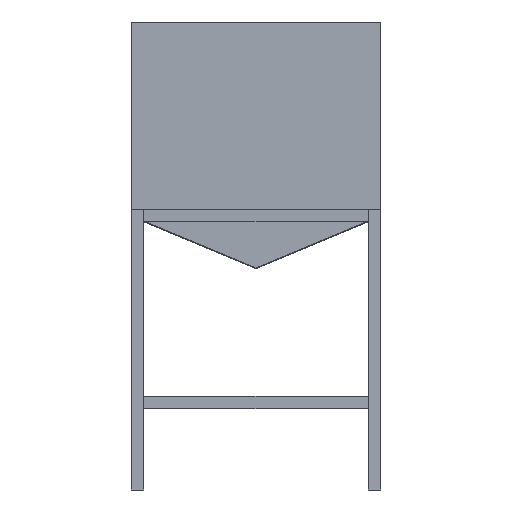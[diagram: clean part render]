
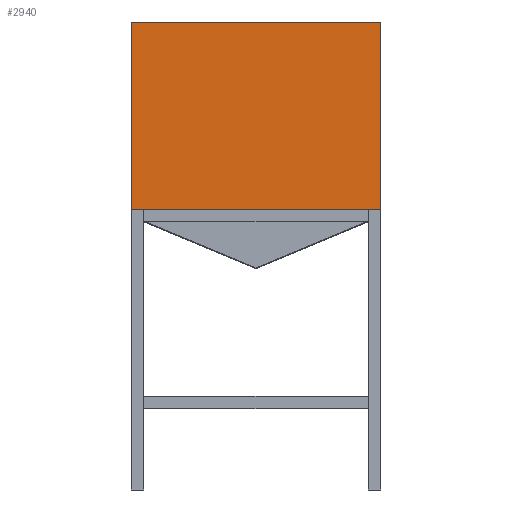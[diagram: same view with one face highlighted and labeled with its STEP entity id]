
A CAD part, front view. The second image highlights one B-rep face of the part: STEP entity #2940.
In plain terms, the highlighted free-form (B-spline) face has degree [1, 1] with [2, 2] control points.
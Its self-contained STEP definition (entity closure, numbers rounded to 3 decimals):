
#2940 = ADVANCED_FACE('',(#2941),#2971,.F.);
#2941 = FACE_BOUND('',#2942,.T.);
#2942 = EDGE_LOOP('',(#2943,#2952,#2959,#2966));
#2943 = ORIENTED_EDGE('',*,*,#2944,.T.);
#2944 = EDGE_CURVE('',#2945,#2947,#2949,.T.);
#2945 = VERTEX_POINT('',#2946);
#2946 = CARTESIAN_POINT('',(-27.764,-27.764,
    1249.381));
#2947 = VERTEX_POINT('',#2948);
#2948 = CARTESIAN_POINT('',(1082.797,-27.764,
    1249.381));
#2949 = B_SPLINE_CURVE_WITH_KNOTS('',1,(#2950,#2951),.UNSPECIFIED.,.F.,
  .F.,(2,2),(-2.,798.),.PIECEWISE_BEZIER_KNOTS.);
#2950 = CARTESIAN_POINT('',(-27.764,-27.764,
    1249.381));
#2951 = CARTESIAN_POINT('',(1082.797,-27.764,
    1249.381));
#2952 = ORIENTED_EDGE('',*,*,#2953,.F.);
#2953 = EDGE_CURVE('',#2954,#2947,#2956,.T.);
#2954 = VERTEX_POINT('',#2955);
#2955 = CARTESIAN_POINT('',(1082.797,-27.764,
    2082.302));
#2956 = B_SPLINE_CURVE_WITH_KNOTS('',1,(#2957,#2958),.UNSPECIFIED.,.F.,
  .F.,(2,2),(0.,600.),.PIECEWISE_BEZIER_KNOTS.);
#2957 = CARTESIAN_POINT('',(1082.797,-27.764,
    2082.302));
#2958 = CARTESIAN_POINT('',(1082.797,-27.764,
    1249.381));
#2959 = ORIENTED_EDGE('',*,*,#2960,.F.);
#2960 = EDGE_CURVE('',#2961,#2954,#2963,.T.);
#2961 = VERTEX_POINT('',#2962);
#2962 = CARTESIAN_POINT('',(-27.764,-27.764,
    2082.302));
#2963 = B_SPLINE_CURVE_WITH_KNOTS('',1,(#2964,#2965),.UNSPECIFIED.,.F.,
  .F.,(2,2),(0.,800.),.PIECEWISE_BEZIER_KNOTS.);
#2964 = CARTESIAN_POINT('',(-27.764,-27.764,
    2082.302));
#2965 = CARTESIAN_POINT('',(1082.797,-27.764,
    2082.302));
#2966 = ORIENTED_EDGE('',*,*,#2967,.T.);
#2967 = EDGE_CURVE('',#2961,#2945,#2968,.T.);
#2968 = B_SPLINE_CURVE_WITH_KNOTS('',1,(#2969,#2970),.UNSPECIFIED.,.F.,
  .F.,(2,2),(0.,600.),.PIECEWISE_BEZIER_KNOTS.);
#2969 = CARTESIAN_POINT('',(-27.764,-27.764,
    2082.302));
#2970 = CARTESIAN_POINT('',(-27.764,-27.764,
    1249.381));
#2971 = B_SPLINE_SURFACE_WITH_KNOTS('',1,1,(
    (#2972,#2973)
    ,(#2974,#2975
    )),.UNSPECIFIED.,.F.,.F.,.F.,(2,2),(2,2),(-600.,0.),(-2.,798.),
  .PIECEWISE_BEZIER_KNOTS.);
#2972 = CARTESIAN_POINT('',(-27.764,-27.764,
    1249.381));
#2973 = CARTESIAN_POINT('',(1082.797,-27.764,
    1249.381));
#2974 = CARTESIAN_POINT('',(-27.764,-27.764,
    2082.302));
#2975 = CARTESIAN_POINT('',(1082.797,-27.764,
    2082.302));
